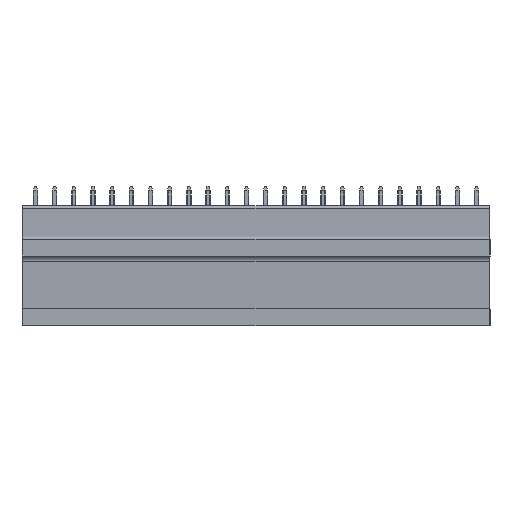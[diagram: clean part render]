
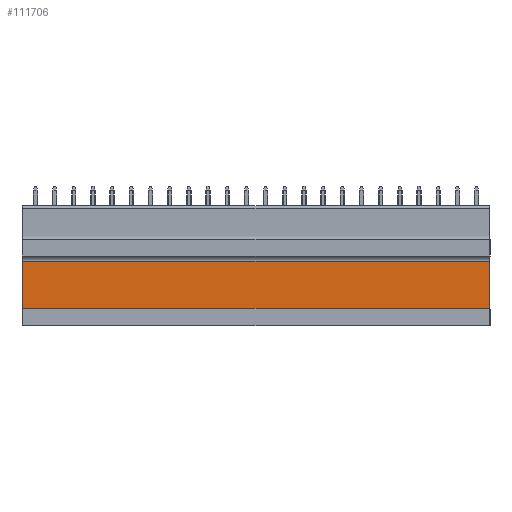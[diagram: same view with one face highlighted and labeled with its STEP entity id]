
A CAD part, front view. The second image highlights one B-rep face of the part: STEP entity #111706.
In plain terms, the highlighted planar face has unit normal (0, -1, -0.026).
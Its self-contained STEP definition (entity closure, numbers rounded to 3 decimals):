
#38114=DIRECTION('',(-1.,0.,0.));
#38115=VECTOR('',#38114,85.1);
#38116=CARTESIAN_POINT('',(-0.15,4.2,-9.5));
#38117=LINE('',#38116,#38115);
#38122=DIRECTION('',(0.,0.026,-1.));
#38123=VECTOR('',#38122,8.529);
#38124=CARTESIAN_POINT('',(-85.25,3.98,-0.974));
#38125=LINE('',#38124,#38123);
#38126=DIRECTION('',(-1.,0.,0.));
#38127=VECTOR('',#38126,85.1);
#38128=CARTESIAN_POINT('',(-0.15,3.98,-0.974));
#38129=LINE('',#38128,#38127);
#38130=DIRECTION('',(0.,0.026,-1.));
#38131=VECTOR('',#38130,8.529);
#38132=CARTESIAN_POINT('',(-0.15,3.98,-0.974));
#38133=LINE('',#38132,#38131);
#50706=CARTESIAN_POINT('',(-0.15,3.98,-0.974));
#50707=VERTEX_POINT('',#50706);
#50708=CARTESIAN_POINT('',(-0.15,4.2,-9.5));
#50709=VERTEX_POINT('',#50708);
#57246=CARTESIAN_POINT('',(-85.25,3.98,-0.974));
#57247=VERTEX_POINT('',#57246);
#57248=CARTESIAN_POINT('',(-85.25,4.2,-9.5));
#57249=VERTEX_POINT('',#57248);
#111693=CARTESIAN_POINT('',(0.,3.98,-0.974));
#111694=DIRECTION('',(0.,-1.,-0.026));
#111695=DIRECTION('',(0.,0.026,-1.));
#111696=AXIS2_PLACEMENT_3D('',#111693,#111694,#111695);
#111697=PLANE('',#111696);
#111698=ORIENTED_EDGE('',*,*,#84971,.F.);
#111700=ORIENTED_EDGE('',*,*,#111699,.F.);
#111702=ORIENTED_EDGE('',*,*,#111701,.T.);
#111703=ORIENTED_EDGE('',*,*,#111685,.T.);
#111704=EDGE_LOOP('',(#111698,#111700,#111702,#111703));
#111705=FACE_OUTER_BOUND('',#111704,.F.);
#111706=ADVANCED_FACE('',(#111705),#111697,.T.);
#84971=EDGE_CURVE('',#57247,#57249,#38125,.T.);
#111685=EDGE_CURVE('',#50709,#57249,#38117,.T.);
#111699=EDGE_CURVE('',#50707,#57247,#38129,.T.);
#111701=EDGE_CURVE('',#50707,#50709,#38133,.T.);
